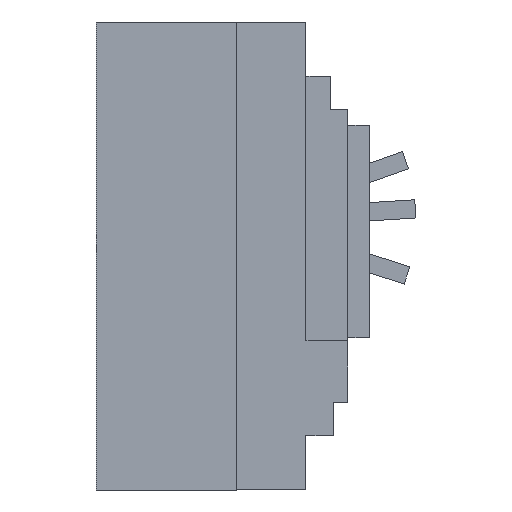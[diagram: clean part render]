
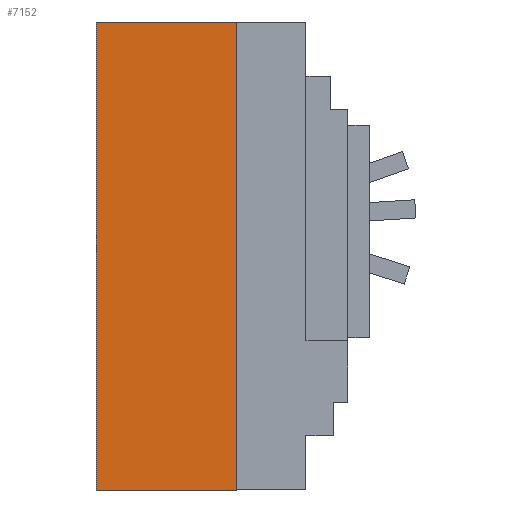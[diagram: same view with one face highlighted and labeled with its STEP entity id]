
A CAD part, left-side view. The second image highlights one B-rep face of the part: STEP entity #7152.
In plain terms, the highlighted planar face has unit normal (-1, 0, 0).
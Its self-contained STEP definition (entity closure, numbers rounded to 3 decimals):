
#5860=CARTESIAN_POINT('POINT377',(-52.324,0.,81.28));
#5861=VERTEX_POINT('VERTEX377',#5860);
#5864=CARTESIAN_POINT('POINT378',(-52.324,-48.844,81.28)
   );
#5865=VERTEX_POINT('VERTEX378',#5864);
#5866=CARTESIAN_POINT('POS708',(-52.324,-24.422,81.28));
#5867=DIRECTION('DIR959',(0.,-1.,0.));
#5868=VECTOR('VEC457',#5867,25.4);
#5869=LINE('STRAIGHT457',#5866,#5868);
#5870=EDGE_CURVE('EDGE552',#5861,#5865,#5869,.T.);
#7122=CARTESIAN_POINT('POINT453',(-52.324,0.,-81.28));
#7123=VERTEX_POINT('VERTEX453',#7122);
#7124=CARTESIAN_POINT('POS827',(-52.324,0.,0.));
#7125=DIRECTION('DIR1114',(0.,0.,-1.));
#7126=VECTOR('VEC540',#7125,25.4);
#7127=LINE('STRAIGHT540',#7124,#7126);
#7128=EDGE_CURVE('EDGE668',#5861,#7123,#7127,.T.);
#7129=ORIENTED_EDGE('COEDGE1251',*,*,#7128,.T.);
#7130=CARTESIAN_POINT('POINT454',(-52.324,-48.844,-81.28
   ));
#7131=VERTEX_POINT('VERTEX454',#7130);
#7132=CARTESIAN_POINT('POS828',(-52.324,-24.422,-81.28))
   ;
#7133=DIRECTION('DIR1115',(0.,1.,0.));
#7134=VECTOR('VEC541',#7133,25.4);
#7135=LINE('STRAIGHT541',#7132,#7134);
#7136=EDGE_CURVE('EDGE669',#7131,#7123,#7135,.T.);
#7137=ORIENTED_EDGE('COEDGE1252',*,*,#7136,.F.);
#7138=CARTESIAN_POINT('POS829',(-52.324,-48.844,0.));
#7139=DIRECTION('DIR1116',(0.,0.,-1.));
#7140=VECTOR('VEC542',#7139,25.4);
#7141=LINE('STRAIGHT542',#7138,#7140);
#7142=EDGE_CURVE('EDGE670',#5865,#7131,#7141,.T.);
#7143=ORIENTED_EDGE('COEDGE1253',*,*,#7142,.F.);
#7144=ORIENTED_EDGE('COEDGE1254',*,*,#5870,.F.);
#7145=EDGE_LOOP('NONE',(#7129,#7137,#7143,#7144));
#7146=FACE_BOUND('LOOP1',#7145,.T.);
#7147=CARTESIAN_POINT('POS830',(-52.324,-24.422,0.));
#7148=DIRECTION('DIR1117',(1.,0.,0.));
#7149=DIRECTION('DIR1118',(0.,1.,0.));
#7150=AXIS2_PLACEMENT_3D('AXIS288',#7147,#7148,#7149);
#7151=PLANE('PLANE166',#7150);
#7152=ADVANCED_FACE('FACE226',(#7146),#7151,.F.);
